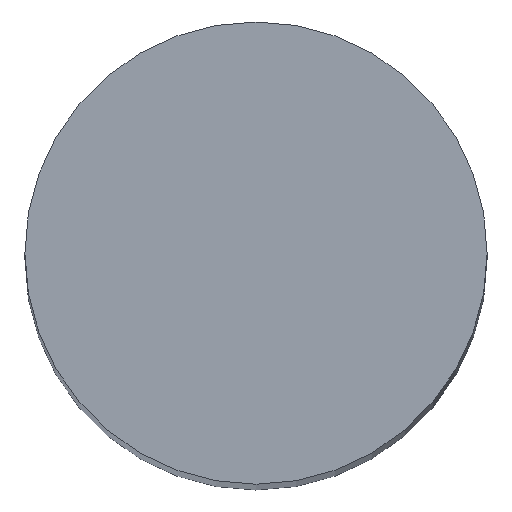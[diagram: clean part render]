
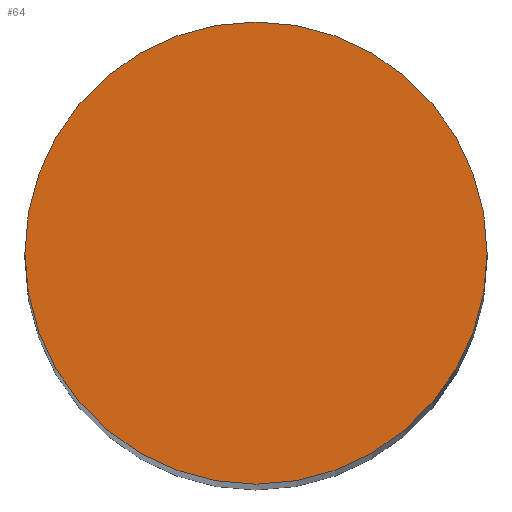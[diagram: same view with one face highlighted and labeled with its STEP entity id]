
A CAD part, top view. The second image highlights one B-rep face of the part: STEP entity #64.
In plain terms, the highlighted planar face has unit normal (0, 0, 1).
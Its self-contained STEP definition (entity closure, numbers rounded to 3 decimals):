
#7 = DIRECTION ( 'NONE',  ( 0., 0., 1. ) ) ;
#8 = CARTESIAN_POINT ( 'NONE',  ( 0., 0., 0. ) ) ;
#20 = EDGE_LOOP ( 'NONE', ( #107, #88 ) ) ;
#26 = DIRECTION ( 'NONE',  ( 0., 0., -1. ) ) ;
#33 = DIRECTION ( 'NONE',  ( 1., 0., 0. ) ) ;
#36 = FACE_OUTER_BOUND ( 'NONE', #20, .T. ) ;
#50 = VERTEX_POINT ( 'NONE', #82 ) ;
#52 = CARTESIAN_POINT ( 'NONE',  ( 0., 0., 0. ) ) ;
#54 = DIRECTION ( 'NONE',  ( 1., 0., 0. ) ) ;
#62 = CARTESIAN_POINT ( 'NONE',  ( -2.5, 0., 0. ) ) ;
#64 = ADVANCED_FACE ( 'NONE', ( #36 ), #101, .F. ) ;
#65 = VERTEX_POINT ( 'NONE', #62 ) ;
#71 = CIRCLE ( 'NONE', #115, 2.5 ) ;
#75 = AXIS2_PLACEMENT_3D ( 'NONE', #52, #26, #54 ) ;
#82 = CARTESIAN_POINT ( 'NONE',  ( 2.5, 0., 0. ) ) ;
#85 = CIRCLE ( 'NONE', #104, 2.5 ) ;
#86 = EDGE_CURVE ( 'NONE', #50, #65, #85, .T. ) ;
#88 = ORIENTED_EDGE ( 'NONE', *, *, #86, .T. ) ;
#99 = CARTESIAN_POINT ( 'NONE',  ( 0., 0., 0. ) ) ;
#101 = PLANE ( 'NONE',  #75 ) ;
#104 = AXIS2_PLACEMENT_3D ( 'NONE', #99, #122, #33 ) ;
#107 = ORIENTED_EDGE ( 'NONE', *, *, #116, .T. ) ;
#115 = AXIS2_PLACEMENT_3D ( 'NONE', #8, #7, #120 ) ;
#116 = EDGE_CURVE ( 'NONE', #65, #50, #71, .T. ) ;
#120 = DIRECTION ( 'NONE',  ( 1., 0., 0. ) ) ;
#122 = DIRECTION ( 'NONE',  ( 0., 0., 1. ) ) ;
